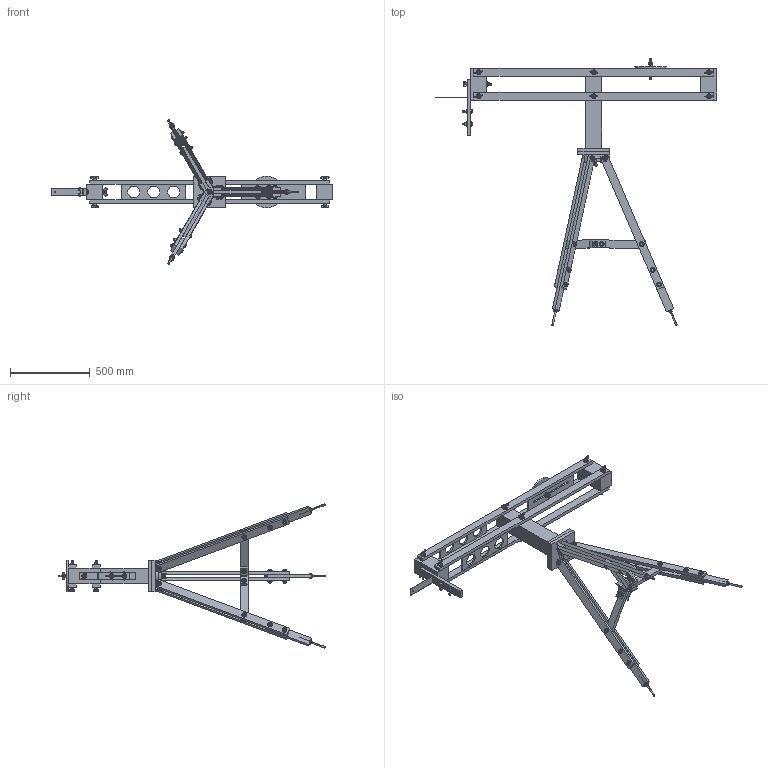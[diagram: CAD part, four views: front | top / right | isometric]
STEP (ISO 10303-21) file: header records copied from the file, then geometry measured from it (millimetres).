
FILE_DESCRIPTION (( 'STEP AP214' ), '1' );
FILE_NAME ('P-Mount100x100.STEP', '2020-01-20T10:30:39', ( '' ), ( '' ), 'SwSTEP 2.0', 'SolidWorks 2020', '' );
FILE_SCHEMA (( 'AUTOMOTIVE_DESIGN' ));
Length unit declared in the file: millimetre
Products named in the file (33): DIN 315-M10-GT-C-N_DIN 315-M10-GT-C-N; Beinblock; vorderes Achsrohr 120mm^P-Mount1; Basis-Distanzplatte; Hexagon Nut ISO 4034 - M10 - N_Hexagon Nut ISO 4034 - M10 - N; Gewindestange-P 190mm^P-Mount100x100; Montierblech; DIN EN 24014 - M10 x 80 x 26-C_DIN EN 24014 - M10 x 80 x 26-C; Beinkreuzwinkel 120° 50x50^P-Mount100x100; Buchse^P-Mount1; Gewicht^P-Mount1; SCREW-Mk; Gewindestange 120mm^P-Mount1; Fußplatte; Hauptarm 1500x50x21; P-Mount100x100; Bein unten; Gewichthalterung; Endblock vorne; vordere Versteifung; vordere Gewindestange 170mm^P-Mount1; Endblock; Beinkreuz-Lager; Achsrohr 140mm^P-Mount100x100; Beinkreuz-Ausleger; Bein oben; Hauptmast; vorderer Ausleger 350x50x21; DIN EN 24017 - M10 x 40-N_DIN EN 24017 - M10 x 40-N; Washer DIN 9021 - 10.5_Washer DIN 9021 - 10.5; Basisplatte
Assembly tree (198 placements, depth 2):
  P-Mount100x100
    Hauptmast
    Endblock vorne
    Endblock
    Hauptarm 1500x50x21  x4
    Buchse^P-Mount1  x19
    Achsrohr 140mm^P-Mount100x100  x6
    Gewindestange-P 190mm^P-Mount100x100  x6
    Washer DIN 9021 - 10.5_Washer DIN 9021 - 10.5  x55
    DIN 315-M10-GT-C-N_DIN 315-M10-GT-C-N  x19
    vorderes Achsrohr 120mm^P-Mount1  x2
    vordere Gewindestange 170mm^P-Mount1  x5
    vorderer Ausleger 350x50x21
    Montierblech
    DIN EN 24017 - M10 x 40-N_DIN EN 24017 - M10 x 40-N  x2
    vordere Versteifung  x2
    Gewichthalterung
    Gewindestange 120mm^P-Mount1
    Hexagon Nut ISO 4034 - M10 - N_Hexagon Nut ISO 4034 - M10 - N  x21
    Gewicht^P-Mount1
    Fußplatte
    Basisplatte
    Basis-Distanzplatte  x2
    Bein oben  x6
    Beinblock
    Bein unten  x3
    DIN EN 24014 - M10 x 80 x 26-C_DIN EN 24014 - M10 x 80 x 26-C  x15
    Beinblock
    Beinblock
    SCREW-Mk  x6
    Beinkreuz-Ausleger  x3
    Beinkreuz-Lager  x6
    Beinkreuzwinkel 120° 50x50^P-Mount100x100  x3
Bounding box: 1763 x 1666.73 x 902.88 mm (x, y, z)
Volume: 26816275.1 mm3; surface area: 3529692.6 mm2
Topology: 198 solids, 198 shells, 3644 faces, 8229 edges, 4994 vertices
Faces by surface type: plane 1165, cylinder 1139, cone 678, bspline 506, torus 156
Entity records: 20652 total; most frequent: CARTESIAN_POINT 6647, DIRECTION 2746, ORIENTED_EDGE 2276, EDGE_CURVE 1138, AXIS2_PLACEMENT_3D 1092, VERTEX_POINT 715, EDGE_LOOP 603, VECTOR 562
